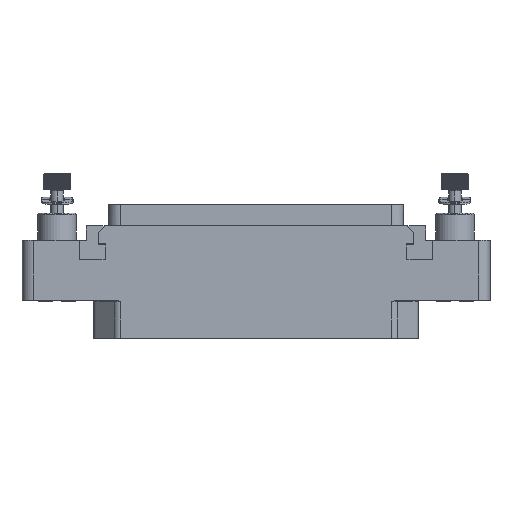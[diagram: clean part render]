
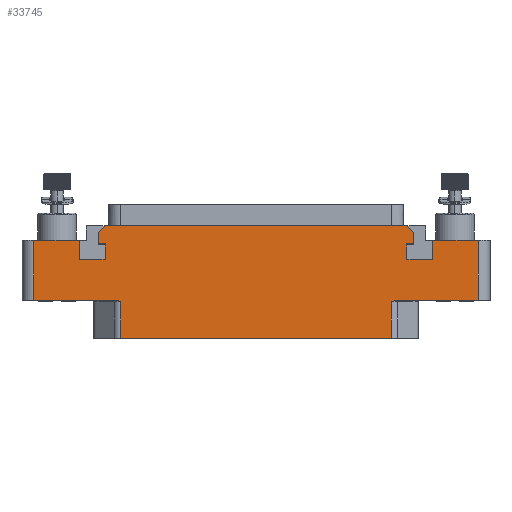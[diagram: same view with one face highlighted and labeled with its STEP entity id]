
A CAD part, top view. The second image highlights one B-rep face of the part: STEP entity #33745.
In plain terms, the highlighted planar face has unit normal (0, 0, 1).
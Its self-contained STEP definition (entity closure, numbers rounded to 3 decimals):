
#2533=DIRECTION('',(-1.,0.,0.));
#2534=VECTOR('',#2533,46.236);
#2535=CARTESIAN_POINT('',(23.118,-6.5,7.));
#2536=LINE('',#2535,#2534);
#2628=DIRECTION('',(1.,0.,0.));
#2629=VECTOR('',#2628,14.082);
#2630=CARTESIAN_POINT('',(-38.,0.,7.));
#2631=LINE('',#2630,#2629);
#2694=DIRECTION('',(0.,-1.,0.));
#2695=VECTOR('',#2694,10.25);
#2696=CARTESIAN_POINT('',(-38.,10.25,7.));
#2697=LINE('',#2696,#2695);
#2712=DIRECTION('',(1.,0.,0.));
#2713=VECTOR('',#2712,7.8);
#2714=CARTESIAN_POINT('',(-38.,10.25,7.));
#2715=LINE('',#2714,#2713);
#2716=DIRECTION('',(0.,-1.,0.));
#2717=VECTOR('',#2716,3.2);
#2718=CARTESIAN_POINT('',(-30.2,10.25,7.));
#2719=LINE('',#2718,#2717);
#2720=DIRECTION('',(1.,0.,0.));
#2721=VECTOR('',#2720,4.4);
#2722=CARTESIAN_POINT('',(-30.2,7.05,7.));
#2723=LINE('',#2722,#2721);
#2724=DIRECTION('',(0.,1.,0.));
#2725=VECTOR('',#2724,2.6);
#2726=CARTESIAN_POINT('',(-25.8,7.05,7.));
#2727=LINE('',#2726,#2725);
#2728=DIRECTION('',(-1.,0.,0.));
#2729=VECTOR('',#2728,1.2);
#2730=CARTESIAN_POINT('',(-25.8,9.65,7.));
#2731=LINE('',#2730,#2729);
#2732=DIRECTION('',(0.,-1.,0.));
#2733=VECTOR('',#2732,1.9);
#2734=CARTESIAN_POINT('',(-27.,11.55,7.));
#2735=LINE('',#2734,#2733);
#2736=DIRECTION('',(1.,0.,0.));
#2737=VECTOR('',#2736,51.6);
#2738=CARTESIAN_POINT('',(-25.8,12.75,7.));
#2739=LINE('',#2738,#2737);
#2740=DIRECTION('',(0.,-1.,0.));
#2741=VECTOR('',#2740,1.9);
#2742=CARTESIAN_POINT('',(27.,11.55,7.));
#2743=LINE('',#2742,#2741);
#2744=DIRECTION('',(-1.,0.,0.));
#2745=VECTOR('',#2744,1.2);
#2746=CARTESIAN_POINT('',(27.,9.65,7.));
#2747=LINE('',#2746,#2745);
#2748=DIRECTION('',(0.,-1.,0.));
#2749=VECTOR('',#2748,2.6);
#2750=CARTESIAN_POINT('',(25.8,9.65,7.));
#2751=LINE('',#2750,#2749);
#2752=DIRECTION('',(1.,0.,0.));
#2753=VECTOR('',#2752,4.4);
#2754=CARTESIAN_POINT('',(25.8,7.05,7.));
#2755=LINE('',#2754,#2753);
#2756=DIRECTION('',(0.,1.,0.));
#2757=VECTOR('',#2756,3.2);
#2758=CARTESIAN_POINT('',(30.2,7.05,7.));
#2759=LINE('',#2758,#2757);
#2760=DIRECTION('',(1.,0.,0.));
#2761=VECTOR('',#2760,7.8);
#2762=CARTESIAN_POINT('',(30.2,10.25,7.));
#2763=LINE('',#2762,#2761);
#2764=DIRECTION('',(1.,0.,0.));
#2765=VECTOR('',#2764,14.082);
#2766=CARTESIAN_POINT('',(23.918,0.,7.));
#2767=LINE('',#2766,#2765);
#2798=CARTESIAN_POINT('',(23.118,-0.2,7.));
#2799=CARTESIAN_POINT('',(23.14,-0.192,7.));
#2800=CARTESIAN_POINT('',(23.184,-0.176,7.));
#2801=CARTESIAN_POINT('',(23.251,-0.152,7.));
#2802=CARTESIAN_POINT('',(23.318,-0.128,7.));
#2803=CARTESIAN_POINT('',(23.385,-0.106,7.));
#2804=CARTESIAN_POINT('',(23.451,-0.085,7.));
#2805=CARTESIAN_POINT('',(23.515,-0.066,7.));
#2806=CARTESIAN_POINT('',(23.577,-0.049,7.));
#2807=CARTESIAN_POINT('',(23.636,-0.035,7.));
#2808=CARTESIAN_POINT('',(23.688,-0.024,7.));
#2809=CARTESIAN_POINT('',(23.734,-0.016,7.));
#2810=CARTESIAN_POINT('',(23.776,-0.01,7.));
#2811=CARTESIAN_POINT('',(23.814,-0.005,7.));
#2812=CARTESIAN_POINT('',(23.85,-0.002,7.));
#2813=CARTESIAN_POINT('',(23.884,0.,7.));
#2814=CARTESIAN_POINT('',(23.907,0.,7.));
#2815=CARTESIAN_POINT('',(23.918,0.,7.));
#2831=DIRECTION('',(0.,1.,0.));
#2832=VECTOR('',#2831,6.3);
#2833=CARTESIAN_POINT('',(23.118,-6.5,7.));
#2834=LINE('',#2833,#2832);
#2876=DIRECTION('',(0.,1.,0.));
#2877=VECTOR('',#2876,10.25);
#2878=CARTESIAN_POINT('',(38.,0.,7.));
#2879=LINE('',#2878,#2877);
#3170=DIRECTION('',(0.,1.,0.));
#3171=VECTOR('',#3170,6.3);
#3172=CARTESIAN_POINT('',(-23.118,-6.5,7.));
#3173=LINE('',#3172,#3171);
#3198=CARTESIAN_POINT('',(-23.918,0.,7.));
#3199=CARTESIAN_POINT('',(-23.907,0.,7.));
#3200=CARTESIAN_POINT('',(-23.884,0.,7.));
#3201=CARTESIAN_POINT('',(-23.85,-0.002,7.));
#3202=CARTESIAN_POINT('',(-23.814,-0.005,7.));
#3203=CARTESIAN_POINT('',(-23.776,-0.01,7.));
#3204=CARTESIAN_POINT('',(-23.734,-0.016,7.));
#3205=CARTESIAN_POINT('',(-23.688,-0.024,7.));
#3206=CARTESIAN_POINT('',(-23.636,-0.035,7.));
#3207=CARTESIAN_POINT('',(-23.577,-0.049,7.));
#3208=CARTESIAN_POINT('',(-23.515,-0.066,7.));
#3209=CARTESIAN_POINT('',(-23.451,-0.085,7.));
#3210=CARTESIAN_POINT('',(-23.385,-0.106,7.));
#3211=CARTESIAN_POINT('',(-23.318,-0.128,7.));
#3212=CARTESIAN_POINT('',(-23.251,-0.152,7.));
#3213=CARTESIAN_POINT('',(-23.184,-0.176,7.));
#3214=CARTESIAN_POINT('',(-23.14,-0.192,7.));
#3215=CARTESIAN_POINT('',(-23.118,-0.2,7.));
#3365=DIRECTION('',(-0.707,-0.707,0.));
#3366=VECTOR('',#3365,1.697);
#3367=CARTESIAN_POINT('',(-25.8,12.75,7.));
#3368=LINE('',#3367,#3366);
#3405=DIRECTION('',(0.707,-0.707,0.));
#3406=VECTOR('',#3405,1.697);
#3407=CARTESIAN_POINT('',(25.8,12.75,7.));
#3408=LINE('',#3407,#3406);
#26689=CARTESIAN_POINT('',(-30.2,10.25,7.));
#26690=CARTESIAN_POINT('',(-30.2,7.05,7.));
#26691=VERTEX_POINT('',#26689);
#26692=VERTEX_POINT('',#26690);
#26693=CARTESIAN_POINT('',(-25.8,7.05,7.));
#26694=VERTEX_POINT('',#26693);
#26695=CARTESIAN_POINT('',(-25.8,9.65,7.));
#26696=VERTEX_POINT('',#26695);
#26697=CARTESIAN_POINT('',(-27.,9.65,7.));
#26698=VERTEX_POINT('',#26697);
#26699=CARTESIAN_POINT('',(27.,9.65,7.));
#26700=CARTESIAN_POINT('',(25.8,9.65,7.));
#26701=VERTEX_POINT('',#26699);
#26702=VERTEX_POINT('',#26700);
#26703=CARTESIAN_POINT('',(25.8,7.05,7.));
#26704=VERTEX_POINT('',#26703);
#26705=CARTESIAN_POINT('',(30.2,7.05,7.));
#26706=VERTEX_POINT('',#26705);
#26707=CARTESIAN_POINT('',(30.2,10.25,7.));
#26708=VERTEX_POINT('',#26707);
#26713=CARTESIAN_POINT('',(-25.8,12.75,7.));
#26715=VERTEX_POINT('',#26713);
#26717=CARTESIAN_POINT('',(-27.,11.55,7.));
#26719=VERTEX_POINT('',#26717);
#26721=CARTESIAN_POINT('',(25.8,12.75,7.));
#26723=VERTEX_POINT('',#26721);
#26725=CARTESIAN_POINT('',(27.,11.55,7.));
#26727=VERTEX_POINT('',#26725);
#26817=CARTESIAN_POINT('',(38.,0.,7.));
#26818=CARTESIAN_POINT('',(38.,10.25,7.));
#26819=VERTEX_POINT('',#26817);
#26820=VERTEX_POINT('',#26818);
#26825=CARTESIAN_POINT('',(-38.,10.25,7.));
#26826=CARTESIAN_POINT('',(-38.,0.,7.));
#26827=VERTEX_POINT('',#26825);
#26828=VERTEX_POINT('',#26826);
#27034=CARTESIAN_POINT('',(23.118,-6.5,7.));
#27036=VERTEX_POINT('',#27034);
#27037=CARTESIAN_POINT('',(-23.118,-6.5,7.));
#27039=VERTEX_POINT('',#27037);
#27101=CARTESIAN_POINT('',(-23.118,-0.2,7.));
#27102=VERTEX_POINT('',#27101);
#27103=CARTESIAN_POINT('',(-23.918,0.,7.));
#27104=VERTEX_POINT('',#27103);
#27105=CARTESIAN_POINT('',(23.118,-0.2,7.));
#27107=VERTEX_POINT('',#27105);
#27109=CARTESIAN_POINT('',(23.918,0.,7.));
#27111=VERTEX_POINT('',#27109);
#33696=CARTESIAN_POINT('',(0.,0.,7.));
#33697=DIRECTION('',(0.,0.,-1.));
#33698=DIRECTION('',(-1.,0.,0.));
#33699=AXIS2_PLACEMENT_3D('',#33696,#33697,#33698);
#33700=PLANE('',#33699);
#33702=ORIENTED_EDGE('',*,*,#33701,.F.);
#33704=ORIENTED_EDGE('',*,*,#33703,.F.);
#33706=ORIENTED_EDGE('',*,*,#33705,.F.);
#33707=ORIENTED_EDGE('',*,*,#33516,.T.);
#33709=ORIENTED_EDGE('',*,*,#33708,.T.);
#33711=ORIENTED_EDGE('',*,*,#33710,.F.);
#33712=ORIENTED_EDGE('',*,*,#33603,.F.);
#33713=ORIENTED_EDGE('',*,*,#33687,.F.);
#33714=ORIENTED_EDGE('',*,*,#33651,.T.);
#33716=ORIENTED_EDGE('',*,*,#33715,.T.);
#33718=ORIENTED_EDGE('',*,*,#33717,.T.);
#33720=ORIENTED_EDGE('',*,*,#33719,.T.);
#33722=ORIENTED_EDGE('',*,*,#33721,.T.);
#33724=ORIENTED_EDGE('',*,*,#33723,.F.);
#33726=ORIENTED_EDGE('',*,*,#33725,.F.);
#33727=ORIENTED_EDGE('',*,*,#33257,.T.);
#33729=ORIENTED_EDGE('',*,*,#33728,.T.);
#33731=ORIENTED_EDGE('',*,*,#33730,.T.);
#33733=ORIENTED_EDGE('',*,*,#33732,.T.);
#33735=ORIENTED_EDGE('',*,*,#33734,.T.);
#33737=ORIENTED_EDGE('',*,*,#33736,.T.);
#33739=ORIENTED_EDGE('',*,*,#33738,.T.);
#33740=ORIENTED_EDGE('',*,*,#33331,.T.);
#33742=ORIENTED_EDGE('',*,*,#33741,.F.);
#33743=EDGE_LOOP('',(#33702,#33704,#33706,#33707,#33709,#33711,#33712,#33713,
#33714,#33716,#33718,#33720,#33722,#33724,#33726,#33727,#33729,#33731,#33733,
#33735,#33737,#33739,#33740,#33742));
#33744=FACE_OUTER_BOUND('',#33743,.F.);
#33745=ADVANCED_FACE('',(#33744),#33700,.F.);
#2816=B_SPLINE_CURVE_WITH_KNOTS('',3,(#2798,#2799,#2800,#2801,#2802,#2803,#2804,
#2805,#2806,#2807,#2808,#2809,#2810,#2811,#2812,#2813,#2814,#2815),
.UNSPECIFIED.,.F.,.F.,(4,1,1,1,1,1,1,1,1,1,1,1,1,1,1,4),(0.,0.067,
0.133,0.2,0.267,0.333,0.4,
0.467,0.533,0.6,0.667,0.733,
0.8,0.867,0.933,1.),.UNSPECIFIED.);
#3216=B_SPLINE_CURVE_WITH_KNOTS('',3,(#3198,#3199,#3200,#3201,#3202,#3203,#3204,
#3205,#3206,#3207,#3208,#3209,#3210,#3211,#3212,#3213,#3214,#3215),
.UNSPECIFIED.,.F.,.F.,(4,1,1,1,1,1,1,1,1,1,1,1,1,1,1,4),(0.,0.067,
0.133,0.2,0.267,0.333,0.4,
0.467,0.533,0.6,0.667,0.733,
0.8,0.867,0.933,1.),.UNSPECIFIED.);
#33257=EDGE_CURVE('',#26715,#26723,#2739,.T.);
#33331=EDGE_CURVE('',#26708,#26820,#2763,.T.);
#33516=EDGE_CURVE('',#27036,#27039,#2536,.T.);
#33603=EDGE_CURVE('',#26828,#27104,#2631,.T.);
#33651=EDGE_CURVE('',#26827,#26691,#2715,.T.);
#33687=EDGE_CURVE('',#26827,#26828,#2697,.T.);
#33701=EDGE_CURVE('',#27111,#26819,#2767,.T.);
#33703=EDGE_CURVE('',#27107,#27111,#2816,.T.);
#33705=EDGE_CURVE('',#27036,#27107,#2834,.T.);
#33708=EDGE_CURVE('',#27039,#27102,#3173,.T.);
#33710=EDGE_CURVE('',#27104,#27102,#3216,.T.);
#33715=EDGE_CURVE('',#26691,#26692,#2719,.T.);
#33717=EDGE_CURVE('',#26692,#26694,#2723,.T.);
#33719=EDGE_CURVE('',#26694,#26696,#2727,.T.);
#33721=EDGE_CURVE('',#26696,#26698,#2731,.T.);
#33723=EDGE_CURVE('',#26719,#26698,#2735,.T.);
#33725=EDGE_CURVE('',#26715,#26719,#3368,.T.);
#33728=EDGE_CURVE('',#26723,#26727,#3408,.T.);
#33730=EDGE_CURVE('',#26727,#26701,#2743,.T.);
#33732=EDGE_CURVE('',#26701,#26702,#2747,.T.);
#33734=EDGE_CURVE('',#26702,#26704,#2751,.T.);
#33736=EDGE_CURVE('',#26704,#26706,#2755,.T.);
#33738=EDGE_CURVE('',#26706,#26708,#2759,.T.);
#33741=EDGE_CURVE('',#26819,#26820,#2879,.T.);
